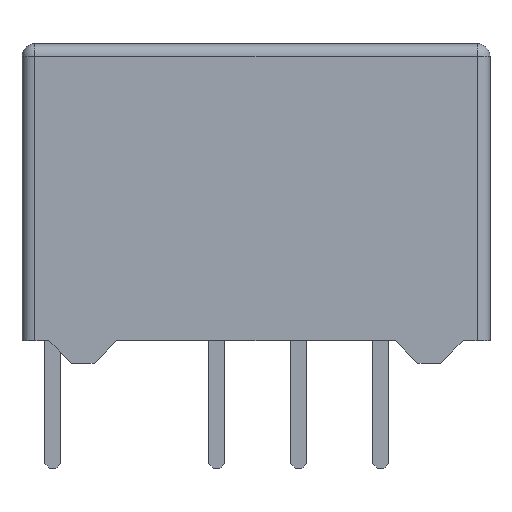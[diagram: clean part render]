
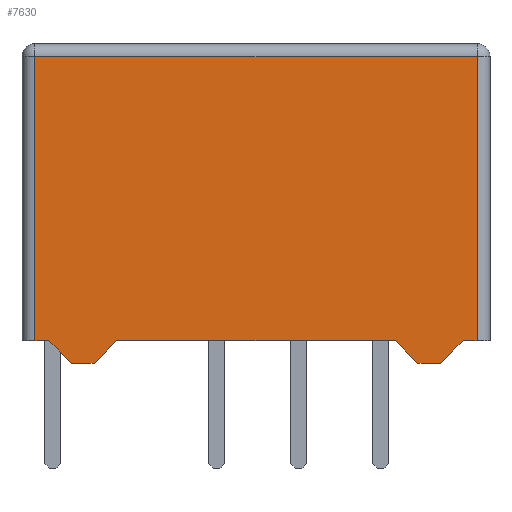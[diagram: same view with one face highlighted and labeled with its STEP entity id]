
A CAD part, front view. The second image highlights one B-rep face of the part: STEP entity #7630.
In plain terms, the highlighted planar face has unit normal (0, -1, 0).
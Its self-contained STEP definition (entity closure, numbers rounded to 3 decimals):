
#529=PLANE('',#8147);
#835=FACE_OUTER_BOUND('',#1278,.T.);
#1278=EDGE_LOOP('',(#5471,#5472,#5473,#5474,#5475,#5476,#5477,#5478,#5479,
#5480,#5481,#5482));
#1727=LINE('',#9935,#2566);
#1749=LINE('',#10004,#2588);
#1750=LINE('',#10008,#2589);
#1754=LINE('',#10016,#2593);
#1758=LINE('',#10024,#2597);
#1767=LINE('',#10040,#2606);
#1779=LINE('',#10068,#2618);
#1783=LINE('',#10075,#2622);
#1784=LINE('',#10077,#2623);
#1788=LINE('',#10085,#2627);
#1790=LINE('',#10090,#2629);
#1793=LINE('',#10095,#2632);
#2566=VECTOR('',#8437,10.);
#2588=VECTOR('',#8509,10.);
#2589=VECTOR('',#8514,10.);
#2593=VECTOR('',#8518,10.);
#2597=VECTOR('',#8522,10.);
#2606=VECTOR('',#8535,10.);
#2618=VECTOR('',#8567,10.);
#2622=VECTOR('',#8573,10.);
#2623=VECTOR('',#8576,10.);
#2627=VECTOR('',#8584,10.);
#2629=VECTOR('',#8588,10.);
#2632=VECTOR('',#8595,10.);
#3424=VERTEX_POINT('',#9928);
#3427=VERTEX_POINT('',#9933);
#3449=VERTEX_POINT('',#10003);
#3450=VERTEX_POINT('',#10007);
#3453=VERTEX_POINT('',#10013);
#3454=VERTEX_POINT('',#10015);
#3457=VERTEX_POINT('',#10021);
#3458=VERTEX_POINT('',#10023);
#3469=VERTEX_POINT('',#10067);
#3471=VERTEX_POINT('',#10073);
#3473=VERTEX_POINT('',#10083);
#3475=VERTEX_POINT('',#10089);
#4181=EDGE_CURVE('',#3427,#3424,#1727,.T.);
#4215=EDGE_CURVE('',#3424,#3449,#1749,.T.);
#4217=EDGE_CURVE('',#3450,#3449,#1750,.T.);
#4221=EDGE_CURVE('',#3454,#3453,#1754,.T.);
#4225=EDGE_CURVE('',#3458,#3457,#1758,.T.);
#4235=EDGE_CURVE('',#3458,#3427,#1767,.T.);
#4247=EDGE_CURVE('',#3450,#3469,#1779,.T.);
#4251=EDGE_CURVE('',#3471,#3453,#1783,.T.);
#4252=EDGE_CURVE('',#3471,#3469,#1784,.T.);
#4256=EDGE_CURVE('',#3473,#3457,#1788,.T.);
#4258=EDGE_CURVE('',#3454,#3475,#1790,.T.);
#4261=EDGE_CURVE('',#3475,#3473,#1793,.T.);
#5471=ORIENTED_EDGE('',*,*,#4181,.F.);
#5472=ORIENTED_EDGE('',*,*,#4235,.F.);
#5473=ORIENTED_EDGE('',*,*,#4225,.T.);
#5474=ORIENTED_EDGE('',*,*,#4256,.F.);
#5475=ORIENTED_EDGE('',*,*,#4261,.F.);
#5476=ORIENTED_EDGE('',*,*,#4258,.F.);
#5477=ORIENTED_EDGE('',*,*,#4221,.T.);
#5478=ORIENTED_EDGE('',*,*,#4251,.F.);
#5479=ORIENTED_EDGE('',*,*,#4252,.T.);
#5480=ORIENTED_EDGE('',*,*,#4247,.F.);
#5481=ORIENTED_EDGE('',*,*,#4217,.T.);
#5482=ORIENTED_EDGE('',*,*,#4215,.F.);
#7630=ADVANCED_FACE('',(#835),#529,.T.);
#8147=AXIS2_PLACEMENT_3D('',#10096,#8596,#8597);
#8437=DIRECTION('',(1.,0.,0.));
#8509=DIRECTION('',(0.,0.,-1.));
#8514=DIRECTION('',(1.,0.,0.));
#8518=DIRECTION('',(1.,0.,0.));
#8522=DIRECTION('',(1.,0.,0.));
#8535=DIRECTION('',(0.,0.,1.));
#8567=DIRECTION('',(-0.707,0.,-0.707));
#8573=DIRECTION('',(-0.707,0.,0.707));
#8576=DIRECTION('',(1.,0.,0.));
#8584=DIRECTION('',(-0.707,0.,0.707));
#8588=DIRECTION('',(-0.707,0.,-0.707));
#8595=DIRECTION('',(-1.,0.,0.));
#8596=DIRECTION('center_axis',(0.,-1.,0.));
#8597=DIRECTION('ref_axis',(0.,0.,-1.));
#9928=CARTESIAN_POINT('',(6.85,-3.6,9.5));
#9933=CARTESIAN_POINT('',(-6.85,-3.6,9.5));
#9935=CARTESIAN_POINT('',(-3.625,-3.6,9.5));
#10003=CARTESIAN_POINT('',(6.85,-3.6,0.7));
#10004=CARTESIAN_POINT('',(6.85,-3.6,7.6));
#10007=CARTESIAN_POINT('',(6.417,-3.6,0.7));
#10008=CARTESIAN_POINT('',(-7.25,-3.6,0.7));
#10013=CARTESIAN_POINT('',(4.317,-3.6,0.7));
#10015=CARTESIAN_POINT('',(-4.317,-3.6,0.7));
#10016=CARTESIAN_POINT('',(-7.25,-3.6,0.7));
#10021=CARTESIAN_POINT('',(-6.417,-3.6,0.7));
#10023=CARTESIAN_POINT('',(-6.85,-3.6,0.7));
#10024=CARTESIAN_POINT('',(-7.25,-3.6,0.7));
#10040=CARTESIAN_POINT('',(-6.85,-3.6,3.));
#10067=CARTESIAN_POINT('',(5.717,-3.6,0.));
#10068=CARTESIAN_POINT('',(5.788,-3.6,0.071));
#10073=CARTESIAN_POINT('',(5.017,-3.6,0.));
#10075=CARTESIAN_POINT('',(2.263,-3.6,2.754));
#10077=CARTESIAN_POINT('',(5.017,-3.6,0.));
#10083=CARTESIAN_POINT('',(-5.717,-3.6,0.));
#10085=CARTESIAN_POINT('',(-5.788,-3.6,0.071));
#10089=CARTESIAN_POINT('',(-5.017,-3.6,0.));
#10090=CARTESIAN_POINT('',(-2.263,-3.6,2.754));
#10095=CARTESIAN_POINT('',(-5.017,-3.6,0.));
#10096=CARTESIAN_POINT('Origin',(0.,-3.6,5.3));
